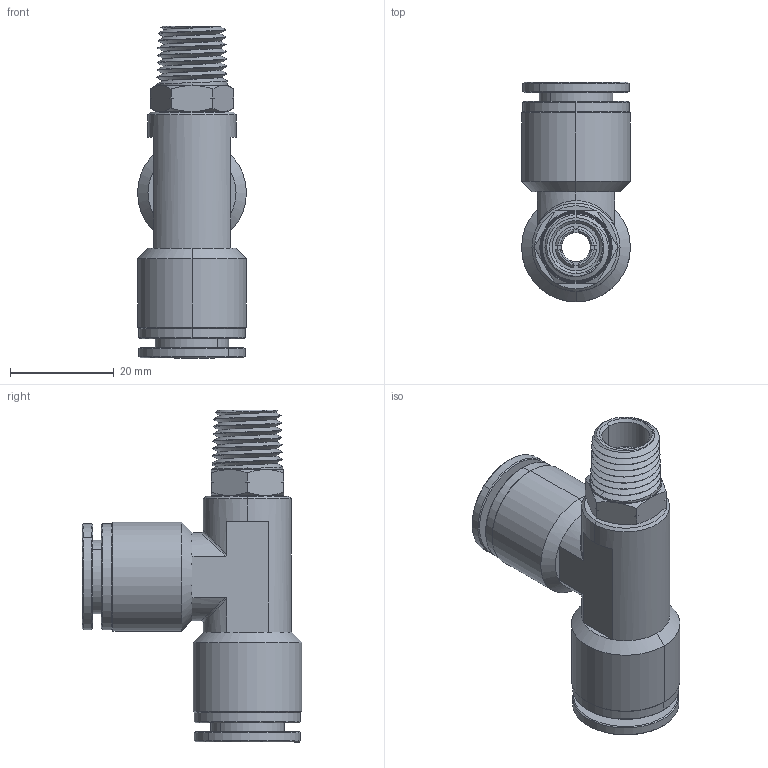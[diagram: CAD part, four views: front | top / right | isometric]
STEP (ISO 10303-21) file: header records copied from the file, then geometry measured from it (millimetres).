
FILE_DESCRIPTION (( 'STEP AP214' ), '1' );
FILE_NAME ('RTS1-2N1-4W.STEP', '2018-07-26T16:54:22', ( '' ), ( '' ), 'SwSTEP 2.0', 'SolidWorks 2016', '' );
FILE_SCHEMA (( 'AUTOMOTIVE_DESIGN' ));
Length unit declared in the file: millimetre
Products named in the file (1): RTS1-2N1-4W
Bounding box: 21 x 42.39 x 64.09 mm (x, y, z)
Volume: 12457.9 mm3; surface area: 17343.4 mm2
Topology: 12 solids, 12 shells, 970 faces, 2672 edges, 1743 vertices
Faces by surface type: plane 353, cone 331, cylinder 154, bspline 128, torus 4
Entity records: 48236 total; most frequent: CARTESIAN_POINT 14514, ORIENTED_EDGE 5344, DIRECTION 4159, EDGE_CURVE 2672, VERTEX_POINT 1743, AXIS2_PLACEMENT_3D 1693, B_SPLINE_CURVE_WITH_KNOTS 1020, EDGE_LOOP 1013
